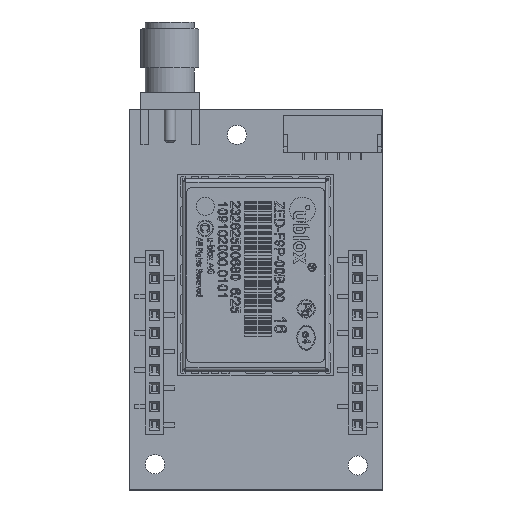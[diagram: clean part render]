
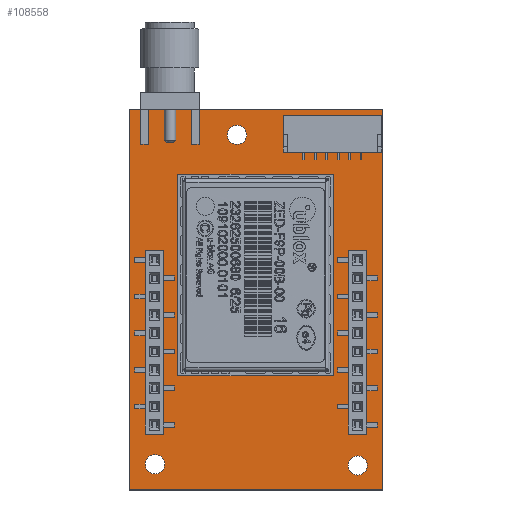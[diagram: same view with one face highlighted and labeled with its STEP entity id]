
A CAD part, top view. The second image highlights one B-rep face of the part: STEP entity #108558.
In plain terms, the highlighted planar face has unit normal (0, 0, 1).
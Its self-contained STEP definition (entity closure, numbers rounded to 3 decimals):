
#2851 = DIRECTION ( 'NONE',  ( 1., 0., 0. ) ) ;
#4586 = CARTESIAN_POINT ( 'NONE',  ( 25.99, 2.67, 1. ) ) ;
#5068 = EDGE_CURVE ( 'NONE', #72810, #87076, #71476, .T. ) ;
#5858 = DIRECTION ( 'NONE',  ( 1., 0., 0. ) ) ;
#7279 = DIRECTION ( 'NONE',  ( 1., 0., 0. ) ) ;
#8281 = CARTESIAN_POINT ( 'NONE',  ( 10.71, 38.74, 1. ) ) ;
#8884 = CARTESIAN_POINT ( 'NONE',  ( 11.76, 38.74, 1. ) ) ;
#9629 = DIRECTION ( 'NONE',  ( 0., 0., 1. ) ) ;
#10953 = DIRECTION ( 'NONE',  ( 0., 0., 1. ) ) ;
#11162 = CARTESIAN_POINT ( 'NONE',  ( 0., 41.53, 1. ) ) ;
#12843 = FACE_BOUND ( 'NONE', #33364, .T. ) ;
#13160 = CARTESIAN_POINT ( 'NONE',  ( 0., 0., 1. ) ) ;
#14145 = EDGE_CURVE ( 'NONE', #87076, #72810, #18417, .T. ) ;
#14513 = VERTEX_POINT ( 'NONE', #8281 ) ;
#18417 = CIRCLE ( 'NONE', #35922, 1.05 ) ;
#19731 = CARTESIAN_POINT ( 'NONE',  ( 23.89, 2.67, 1. ) ) ;
#23348 = DIRECTION ( 'NONE',  ( 0., 0., 1. ) ) ;
#23531 = VECTOR ( 'NONE', #35918, 1000. ) ;
#23729 = CARTESIAN_POINT ( 'NONE',  ( 11.76, 38.74, 1. ) ) ;
#23782 = AXIS2_PLACEMENT_3D ( 'NONE', #8884, #9629, #77151 ) ;
#24870 = DIRECTION ( 'NONE',  ( 0., 0., -1. ) ) ;
#25231 = AXIS2_PLACEMENT_3D ( 'NONE', #49016, #39492, #5858 ) ;
#26110 = FACE_BOUND ( 'NONE', #26873, .T. ) ;
#26873 = EDGE_LOOP ( 'NONE', ( #56454, #32738 ) ) ;
#27378 = LINE ( 'NONE', #66699, #73575 ) ;
#29281 = CARTESIAN_POINT ( 'NONE',  ( 0., 0., 1. ) ) ;
#29295 = EDGE_CURVE ( 'NONE', #66201, #39879, #101406, .T. ) ;
#30984 = EDGE_CURVE ( 'NONE', #86492, #14513, #84892, .T. ) ;
#31054 = ORIENTED_EDGE ( 'NONE', *, *, #54144, .T. ) ;
#31175 = EDGE_CURVE ( 'NONE', #54101, #83119, #53165, .T. ) ;
#31524 = ORIENTED_EDGE ( 'NONE', *, *, #93337, .T. ) ;
#32738 = ORIENTED_EDGE ( 'NONE', *, *, #30984, .F. ) ;
#33364 = EDGE_LOOP ( 'NONE', ( #99311, #94773 ) ) ;
#35697 = LINE ( 'NONE', #96450, #88377 ) ;
#35918 = DIRECTION ( 'NONE',  ( -1., 0., 0. ) ) ;
#35922 = AXIS2_PLACEMENT_3D ( 'NONE', #99823, #108295, #7279 ) ;
#39492 = DIRECTION ( 'NONE',  ( 0., 0., 1. ) ) ;
#39879 = VERTEX_POINT ( 'NONE', #100673 ) ;
#39929 = VECTOR ( 'NONE', #97506, 1000. ) ;
#40651 = CIRCLE ( 'NONE', #56658, 1.05 ) ;
#40745 = ORIENTED_EDGE ( 'NONE', *, *, #60433, .F. ) ;
#42273 = PLANE ( 'NONE',  #97865 ) ;
#48548 = FACE_BOUND ( 'NONE', #90598, .T. ) ;
#49016 = CARTESIAN_POINT ( 'NONE',  ( 24.94, 2.67, 1. ) ) ;
#52811 = CARTESIAN_POINT ( 'NONE',  ( 12.81, 38.74, 1. ) ) ;
#53165 = CIRCLE ( 'NONE', #25231, 1.05 ) ;
#54101 = VERTEX_POINT ( 'NONE', #19731 ) ;
#54144 = EDGE_CURVE ( 'NONE', #82652, #60769, #35697, .T. ) ;
#56454 = ORIENTED_EDGE ( 'NONE', *, *, #86267, .F. ) ;
#56658 = AXIS2_PLACEMENT_3D ( 'NONE', #98604, #65054, #100061 ) ;
#57087 = EDGE_LOOP ( 'NONE', ( #72464, #31054, #31524, #69864 ) ) ;
#57264 = AXIS2_PLACEMENT_3D ( 'NONE', #77774, #10953, #2851 ) ;
#60433 = EDGE_CURVE ( 'NONE', #83119, #54101, #40651, .T. ) ;
#60769 = VERTEX_POINT ( 'NONE', #77577 ) ;
#61786 = DIRECTION ( 'NONE',  ( 1., 0., 0. ) ) ;
#65054 = DIRECTION ( 'NONE',  ( 0., 0., 1. ) ) ;
#66152 = DIRECTION ( 'NONE',  ( 1., 0., 0. ) ) ;
#66201 = VERTEX_POINT ( 'NONE', #106856 ) ;
#66563 = CARTESIAN_POINT ( 'NONE',  ( 0., 0., 1. ) ) ;
#66699 = CARTESIAN_POINT ( 'NONE',  ( 27.68, 0., 1. ) ) ;
#68180 = DIRECTION ( 'NONE',  ( 0., 1., 0. ) ) ;
#69864 = ORIENTED_EDGE ( 'NONE', *, *, #29295, .T. ) ;
#71476 = CIRCLE ( 'NONE', #57264, 1.05 ) ;
#72464 = ORIENTED_EDGE ( 'NONE', *, *, #80413, .T. ) ;
#72810 = VERTEX_POINT ( 'NONE', #76210 ) ;
#73575 = VECTOR ( 'NONE', #68180, 1000. ) ;
#75636 = CIRCLE ( 'NONE', #77257, 1.05 ) ;
#76210 = CARTESIAN_POINT ( 'NONE',  ( 1.77, 2.8, 1. ) ) ;
#77151 = DIRECTION ( 'NONE',  ( 1., 0., 0. ) ) ;
#77257 = AXIS2_PLACEMENT_3D ( 'NONE', #23729, #23348, #66152 ) ;
#77577 = CARTESIAN_POINT ( 'NONE',  ( 27.68, 0., 1. ) ) ;
#77774 = CARTESIAN_POINT ( 'NONE',  ( 2.82, 2.8, 1. ) ) ;
#80413 = EDGE_CURVE ( 'NONE', #39879, #82652, #104543, .T. ) ;
#82652 = VERTEX_POINT ( 'NONE', #13160 ) ;
#83119 = VERTEX_POINT ( 'NONE', #4586 ) ;
#84892 = CIRCLE ( 'NONE', #23782, 1.05 ) ;
#86267 = EDGE_CURVE ( 'NONE', #14513, #86492, #75636, .T. ) ;
#86492 = VERTEX_POINT ( 'NONE', #52811 ) ;
#87076 = VERTEX_POINT ( 'NONE', #107190 ) ;
#88377 = VECTOR ( 'NONE', #61786, 1000. ) ;
#90598 = EDGE_LOOP ( 'NONE', ( #101609, #40745 ) ) ;
#93337 = EDGE_CURVE ( 'NONE', #60769, #66201, #27378, .T. ) ;
#94773 = ORIENTED_EDGE ( 'NONE', *, *, #14145, .F. ) ;
#96450 = CARTESIAN_POINT ( 'NONE',  ( 0., 0., 1. ) ) ;
#97506 = DIRECTION ( 'NONE',  ( 0., -1., 0. ) ) ;
#97865 = AXIS2_PLACEMENT_3D ( 'NONE', #66563, #24870, #109276 ) ;
#98604 = CARTESIAN_POINT ( 'NONE',  ( 24.94, 2.67, 1. ) ) ;
#99311 = ORIENTED_EDGE ( 'NONE', *, *, #5068, .F. ) ;
#99823 = CARTESIAN_POINT ( 'NONE',  ( 2.82, 2.8, 1. ) ) ;
#100061 = DIRECTION ( 'NONE',  ( 1., 0., 0. ) ) ;
#100673 = CARTESIAN_POINT ( 'NONE',  ( 0., 41.53, 1. ) ) ;
#101406 = LINE ( 'NONE', #11162, #23531 ) ;
#101609 = ORIENTED_EDGE ( 'NONE', *, *, #31175, .F. ) ;
#104543 = LINE ( 'NONE', #29281, #39929 ) ;
#105269 = FACE_OUTER_BOUND ( 'NONE', #57087, .T. ) ;
#106856 = CARTESIAN_POINT ( 'NONE',  ( 27.68, 41.53, 1. ) ) ;
#107190 = CARTESIAN_POINT ( 'NONE',  ( 3.87, 2.8, 1. ) ) ;
#108295 = DIRECTION ( 'NONE',  ( 0., 0., 1. ) ) ;
#108558 = ADVANCED_FACE ( 'NONE', ( #48548, #105269, #12843, #26110 ), #42273, .F. ) ;
#109276 = DIRECTION ( 'NONE',  ( -1., 0., 0. ) ) ;
